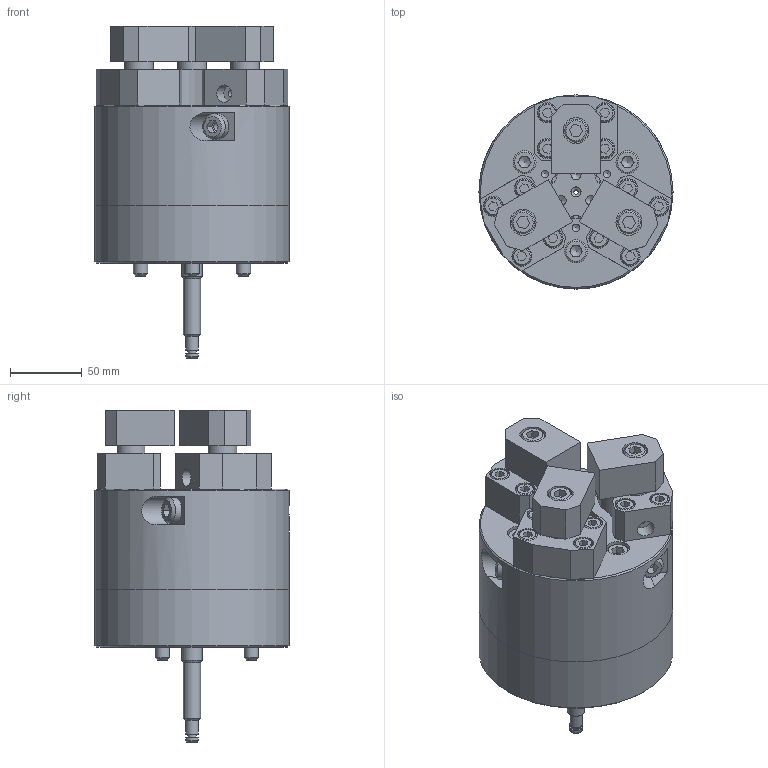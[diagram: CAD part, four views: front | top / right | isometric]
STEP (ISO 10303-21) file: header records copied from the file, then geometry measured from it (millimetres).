
FILE_DESCRIPTION(/* description */ ('Unknown'),/* implementation_level */ '2;1');
FILE_NAME(/* name */ 'FG05-Solid',/* time_stamp */ '2019-08-13T17:14:18+01:00',/* author */ ('Unknown'),/* organization */ ('Unknown'),/* preprocessor_version */ 'ST-DEVELOPER v16.7',/* originating_system */ 'DEX',/* authorisation */ $);
FILE_SCHEMA (('AUTOMOTIVE_DESIGN {1 0 10303 214 3 1 1}'));
Length unit declared in the file: millimetre
Products named in the file (1): FG05_mid stroke
Bounding box: 135 x 135 x 231 mm (x, y, z)
Volume: 1459389.3 mm3; surface area: 351353.1 mm2
Topology: 41 solids, 41 shells, 896 faces, 2004 edges, 1298 vertices
Faces by surface type: plane 469, cylinder 267, cone 110, torus 49, sphere 1
Full cylindrical faces by diameter (mm): 3 x1, 4.5 x6, 5 x3, 5.2 x3, 5.35 x3, 5.95 x3, 6 x4, 6.8 x18, 7 x5, 7.76 x12, 8.5 x3, 9 x14, 9.732 x3, 10 x4, 11 x15, 12 x10, 13 x12, 14 x28, 14.5 x3, 15 x2, 16 x20, 17 x1, 18 x12, 20 x12, 21 x3, 22 x3, 24 x3, 28 x3, 30 x9, 34 x3
Entity records: 22660 total; most frequent: CARTESIAN_POINT 4020, DIRECTION 3927, ORIENTED_EDGE 2988, AXIS2_PLACEMENT_3D 1596, FACE_BOUND 1516, EDGE_CURVE 1494, EDGE_LOOP 1492, VERTEX_POINT 1188
